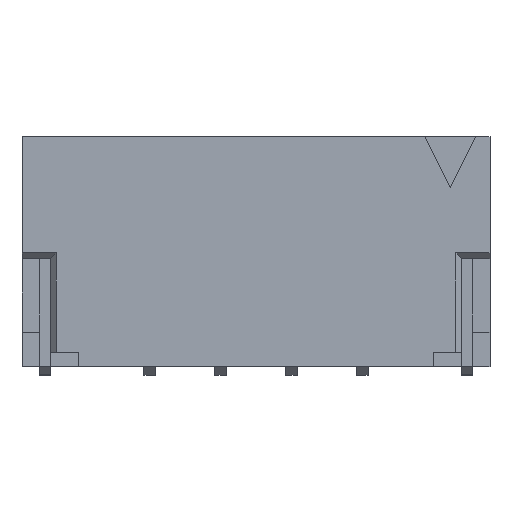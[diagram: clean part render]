
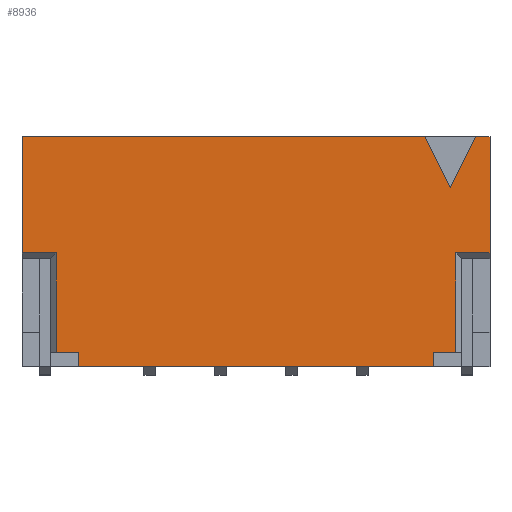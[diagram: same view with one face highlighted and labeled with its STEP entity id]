
A CAD part, top view. The second image highlights one B-rep face of the part: STEP entity #8936.
In plain terms, the highlighted planar face has unit normal (0, 0, 1).
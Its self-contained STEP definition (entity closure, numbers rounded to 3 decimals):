
#5 = EDGE_CURVE ( 'NONE', #3604, #4034, #107, .T. ) ;
#35 = VECTOR ( 'NONE', #8261, 1000. ) ;
#107 = LINE ( 'NONE', #8479, #192 ) ;
#192 = VECTOR ( 'NONE', #6368, 1000. ) ;
#211 = CARTESIAN_POINT ( 'NONE',  ( 7.175, 3.15, 2.475 ) ) ;
#267 = CARTESIAN_POINT ( 'NONE',  ( -7.875, 0., 2.475 ) ) ;
#288 = PLANE ( 'NONE',  #7589 ) ;
#363 = ORIENTED_EDGE ( 'NONE', *, *, #2072, .T. ) ;
#483 = CARTESIAN_POINT ( 'NONE',  ( 0.625, 0., 2.475 ) ) ;
#640 = CARTESIAN_POINT ( 'NONE',  ( 6.875, 0., 2.475 ) ) ;
#797 = LINE ( 'NONE', #2079, #6237 ) ;
#835 = ORIENTED_EDGE ( 'NONE', *, *, #3185, .F. ) ;
#874 = EDGE_CURVE ( 'NONE', #7441, #6531, #2168, .T. ) ;
#898 = DIRECTION ( 'NONE',  ( 1., 0., 0. ) ) ;
#970 = CARTESIAN_POINT ( 'NONE',  ( 15.375, 2., 2.475 ) ) ;
#1184 = EDGE_CURVE ( 'NONE', #6886, #6644, #8017, .T. ) ;
#1190 = EDGE_CURVE ( 'NONE', #9103, #2821, #3259, .T. ) ;
#1359 = CARTESIAN_POINT ( 'NONE',  ( 6.725, 4.05, 2.475 ) ) ;
#1422 = VERTEX_POINT ( 'NONE', #211 ) ;
#1472 = CARTESIAN_POINT ( 'NONE',  ( 0.625, 0., 2.475 ) ) ;
#1548 = CARTESIAN_POINT ( 'NONE',  ( 0.225, 0.25, 2.475 ) ) ;
#1559 = DIRECTION ( 'NONE',  ( 0., -1., 0. ) ) ;
#1564 = LINE ( 'NONE', #970, #2893 ) ;
#1734 = CARTESIAN_POINT ( 'NONE',  ( 7.275, 2., 2.475 ) ) ;
#1852 = CARTESIAN_POINT ( 'NONE',  ( 6.875, 0., 2.475 ) ) ;
#2051 = DIRECTION ( 'NONE',  ( 0.447, -0.894, 0. ) ) ;
#2072 = EDGE_CURVE ( 'NONE', #4129, #6886, #7151, .T. ) ;
#2079 = CARTESIAN_POINT ( 'NONE',  ( 7.625, 4.05, 2.475 ) ) ;
#2115 = VECTOR ( 'NONE', #5785, 1000. ) ;
#2168 = LINE ( 'NONE', #8313, #35 ) ;
#2272 = EDGE_CURVE ( 'NONE', #1422, #7441, #797, .T. ) ;
#2347 = VECTOR ( 'NONE', #898, 1000. ) ;
#2370 = EDGE_CURVE ( 'NONE', #8987, #2821, #1564, .T. ) ;
#2391 = DIRECTION ( 'NONE',  ( 1., 0., 0. ) ) ;
#2565 = ORIENTED_EDGE ( 'NONE', *, *, #1184, .T. ) ;
#2770 = DIRECTION ( 'NONE',  ( 0., 1., 0. ) ) ;
#2817 = CARTESIAN_POINT ( 'NONE',  ( 6.875, 0.25, 2.475 ) ) ;
#2821 = VERTEX_POINT ( 'NONE', #4382 ) ;
#2849 = CARTESIAN_POINT ( 'NONE',  ( 7.175, 3.15, 2.475 ) ) ;
#2868 = CARTESIAN_POINT ( 'NONE',  ( 7.875, 2., 2.475 ) ) ;
#2893 = VECTOR ( 'NONE', #3791, 1000. ) ;
#2950 = CARTESIAN_POINT ( 'NONE',  ( 7.275, 0.25, 2.475 ) ) ;
#3116 = DIRECTION ( 'NONE',  ( 0., 0., -1. ) ) ;
#3185 = EDGE_CURVE ( 'NONE', #6531, #4070, #5139, .T. ) ;
#3215 = DIRECTION ( 'NONE',  ( 0., -1., 0. ) ) ;
#3259 = LINE ( 'NONE', #6048, #7518 ) ;
#3359 = VECTOR ( 'NONE', #3215, 1000. ) ;
#3388 = CARTESIAN_POINT ( 'NONE',  ( -0.375, 4.05, 2.475 ) ) ;
#3512 = CARTESIAN_POINT ( 'NONE',  ( 7.625, 4.05, 2.475 ) ) ;
#3604 = VERTEX_POINT ( 'NONE', #2950 ) ;
#3729 = VECTOR ( 'NONE', #7098, 1000. ) ;
#3739 = ORIENTED_EDGE ( 'NONE', *, *, #6335, .T. ) ;
#3760 = DIRECTION ( 'NONE',  ( 1., 0., 0. ) ) ;
#3791 = DIRECTION ( 'NONE',  ( -1., 0., 0. ) ) ;
#3881 = FACE_OUTER_BOUND ( 'NONE', #6336, .T. ) ;
#3947 = DIRECTION ( 'NONE',  ( 0., -1., 0. ) ) ;
#4034 = VERTEX_POINT ( 'NONE', #2817 ) ;
#4070 = VERTEX_POINT ( 'NONE', #2868 ) ;
#4129 = VERTEX_POINT ( 'NONE', #1548 ) ;
#4235 = ORIENTED_EDGE ( 'NONE', *, *, #8338, .F. ) ;
#4382 = CARTESIAN_POINT ( 'NONE',  ( -0.375, 2., 2.475 ) ) ;
#4522 = CARTESIAN_POINT ( 'NONE',  ( -7.875, 4.05, 2.475 ) ) ;
#4876 = DIRECTION ( 'NONE',  ( 0.447, 0.894, 0. ) ) ;
#4918 = CARTESIAN_POINT ( 'NONE',  ( 7.275, 1.9, 2.475 ) ) ;
#5139 = LINE ( 'NONE', #7358, #8418 ) ;
#5338 = ORIENTED_EDGE ( 'NONE', *, *, #5581, .T. ) ;
#5343 = LINE ( 'NONE', #1852, #3359 ) ;
#5528 = EDGE_CURVE ( 'NONE', #6844, #4070, #7726, .T. ) ;
#5581 = EDGE_CURVE ( 'NONE', #6644, #7724, #6564, .T. ) ;
#5785 = DIRECTION ( 'NONE',  ( 1., 0., 0. ) ) ;
#5891 = DIRECTION ( 'NONE',  ( -1., 0., 0. ) ) ;
#5986 = ORIENTED_EDGE ( 'NONE', *, *, #2272, .F. ) ;
#6048 = CARTESIAN_POINT ( 'NONE',  ( -0.375, 4.05, 2.475 ) ) ;
#6061 = VECTOR ( 'NONE', #2391, 1000. ) ;
#6106 = CARTESIAN_POINT ( 'NONE',  ( 0.625, 0.25, 2.475 ) ) ;
#6108 = ORIENTED_EDGE ( 'NONE', *, *, #5528, .T. ) ;
#6237 = VECTOR ( 'NONE', #4876, 1000. ) ;
#6311 = CARTESIAN_POINT ( 'NONE',  ( 0.225, 1.9, 2.475 ) ) ;
#6335 = EDGE_CURVE ( 'NONE', #3604, #6844, #7681, .T. ) ;
#6336 = EDGE_LOOP ( 'NONE', ( #5338, #6347, #7285, #3739, #6108, #835, #8237, #5986, #4235, #8983, #6477, #8051, #6855, #363, #2565 ) ) ;
#6347 = ORIENTED_EDGE ( 'NONE', *, *, #7932, .F. ) ;
#6368 = DIRECTION ( 'NONE',  ( -1., 0., 0. ) ) ;
#6477 = ORIENTED_EDGE ( 'NONE', *, *, #1190, .T. ) ;
#6484 = CARTESIAN_POINT ( 'NONE',  ( -7.875, 2., 2.475 ) ) ;
#6531 = VERTEX_POINT ( 'NONE', #6951 ) ;
#6541 = CARTESIAN_POINT ( 'NONE',  ( 0.125, 0.25, 2.475 ) ) ;
#6564 = LINE ( 'NONE', #267, #2115 ) ;
#6630 = EDGE_CURVE ( 'NONE', #4129, #8987, #7099, .T. ) ;
#6643 = DIRECTION ( 'NONE',  ( 0., -1., 0. ) ) ;
#6644 = VERTEX_POINT ( 'NONE', #1472 ) ;
#6817 = CARTESIAN_POINT ( 'NONE',  ( 0.225, 2., 2.475 ) ) ;
#6844 = VERTEX_POINT ( 'NONE', #1734 ) ;
#6855 = ORIENTED_EDGE ( 'NONE', *, *, #6630, .F. ) ;
#6886 = VERTEX_POINT ( 'NONE', #6106 ) ;
#6951 = CARTESIAN_POINT ( 'NONE',  ( 7.875, 4.05, 2.475 ) ) ;
#7098 = DIRECTION ( 'NONE',  ( 0., 1., 0. ) ) ;
#7099 = LINE ( 'NONE', #6311, #7777 ) ;
#7151 = LINE ( 'NONE', #6541, #7981 ) ;
#7285 = ORIENTED_EDGE ( 'NONE', *, *, #5, .F. ) ;
#7358 = CARTESIAN_POINT ( 'NONE',  ( 7.875, 4.05, 2.475 ) ) ;
#7441 = VERTEX_POINT ( 'NONE', #3512 ) ;
#7478 = EDGE_CURVE ( 'NONE', #9103, #7658, #8994, .T. ) ;
#7518 = VECTOR ( 'NONE', #6643, 1000. ) ;
#7589 = AXIS2_PLACEMENT_3D ( 'NONE', #4522, #3116, #5891 ) ;
#7658 = VERTEX_POINT ( 'NONE', #1359 ) ;
#7681 = LINE ( 'NONE', #4918, #3729 ) ;
#7724 = VERTEX_POINT ( 'NONE', #640 ) ;
#7726 = LINE ( 'NONE', #6484, #6061 ) ;
#7777 = VECTOR ( 'NONE', #2770, 1000. ) ;
#7885 = VECTOR ( 'NONE', #2051, 1000. ) ;
#7932 = EDGE_CURVE ( 'NONE', #4034, #7724, #5343, .T. ) ;
#7981 = VECTOR ( 'NONE', #3760, 1000. ) ;
#8017 = LINE ( 'NONE', #483, #8546 ) ;
#8051 = ORIENTED_EDGE ( 'NONE', *, *, #2370, .F. ) ;
#8237 = ORIENTED_EDGE ( 'NONE', *, *, #874, .F. ) ;
#8261 = DIRECTION ( 'NONE',  ( 1., 0., 0. ) ) ;
#8313 = CARTESIAN_POINT ( 'NONE',  ( -7.875, 4.05, 2.475 ) ) ;
#8338 = EDGE_CURVE ( 'NONE', #7658, #1422, #8346, .T. ) ;
#8346 = LINE ( 'NONE', #2849, #7885 ) ;
#8418 = VECTOR ( 'NONE', #1559, 1000. ) ;
#8479 = CARTESIAN_POINT ( 'NONE',  ( 7.375, 0.25, 2.475 ) ) ;
#8546 = VECTOR ( 'NONE', #3947, 1000. ) ;
#8656 = CARTESIAN_POINT ( 'NONE',  ( -7.875, 4.05, 2.475 ) ) ;
#8936 = ADVANCED_FACE ( 'NONE', ( #3881 ), #288, .F. ) ;
#8983 = ORIENTED_EDGE ( 'NONE', *, *, #7478, .F. ) ;
#8987 = VERTEX_POINT ( 'NONE', #6817 ) ;
#8994 = LINE ( 'NONE', #8656, #2347 ) ;
#9103 = VERTEX_POINT ( 'NONE', #3388 ) ;
